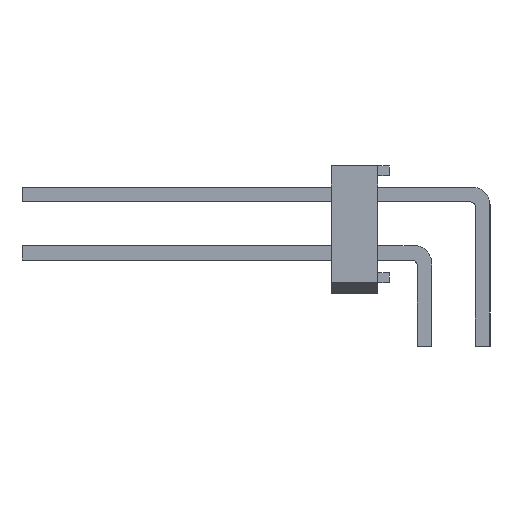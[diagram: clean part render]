
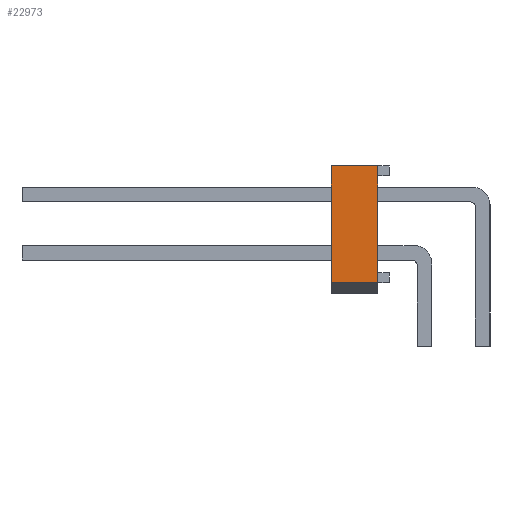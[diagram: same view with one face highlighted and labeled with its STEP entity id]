
A CAD part, left-side view. The second image highlights one B-rep face of the part: STEP entity #22973.
In plain terms, the highlighted face is planar.
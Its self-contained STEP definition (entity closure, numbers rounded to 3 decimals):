
#12200 = VERTEX_POINT('',#12201);
#12201 = CARTESIAN_POINT('',(22.86,2.54,-2.54));
#12207 = EDGE_CURVE('',#12200,#12208,#12210,.T.);
#12208 = VERTEX_POINT('',#12209);
#12209 = CARTESIAN_POINT('',(22.86,0.508,-2.54));
#12210 = LINE('',#12211,#12212);
#12211 = CARTESIAN_POINT('',(22.86,2.54,-2.54));
#12212 = VECTOR('',#12213,1.);
#12213 = DIRECTION('',(0.,-1.,0.));
#22938 = VERTEX_POINT('',#22939);
#22939 = CARTESIAN_POINT('',(22.86,0.508,2.54));
#22947 = EDGE_CURVE('',#22948,#22938,#22950,.T.);
#22948 = VERTEX_POINT('',#22949);
#22949 = CARTESIAN_POINT('',(22.86,2.54,2.54));
#22950 = LINE('',#22951,#22952);
#22951 = CARTESIAN_POINT('',(22.86,2.54,2.54));
#22952 = VECTOR('',#22953,1.);
#22953 = DIRECTION('',(0.,-1.,0.));
#22973 = ADVANCED_FACE('',(#22974),#22990,.F.);
#22974 = FACE_BOUND('',#22975,.T.);
#22975 = EDGE_LOOP('',(#22976,#22982,#22983,#22989));
#22976 = ORIENTED_EDGE('',*,*,#22977,.F.);
#22977 = EDGE_CURVE('',#12208,#22938,#22978,.T.);
#22978 = LINE('',#22979,#22980);
#22979 = CARTESIAN_POINT('',(22.86,0.508,2.54));
#22980 = VECTOR('',#22981,1.);
#22981 = DIRECTION('',(0.,0.,1.));
#22982 = ORIENTED_EDGE('',*,*,#12207,.F.);
#22983 = ORIENTED_EDGE('',*,*,#22984,.F.);
#22984 = EDGE_CURVE('',#22948,#12200,#22985,.T.);
#22985 = LINE('',#22986,#22987);
#22986 = CARTESIAN_POINT('',(22.86,2.54,2.54));
#22987 = VECTOR('',#22988,1.);
#22988 = DIRECTION('',(0.,0.,-1.));
#22989 = ORIENTED_EDGE('',*,*,#22947,.T.);
#22990 = PLANE('',#22991);
#22991 = AXIS2_PLACEMENT_3D('',#22992,#22993,#22994);
#22992 = CARTESIAN_POINT('',(22.86,2.54,2.54));
#22993 = DIRECTION('',(-1.,0.,0.));
#22994 = DIRECTION('',(0.,0.,1.));
